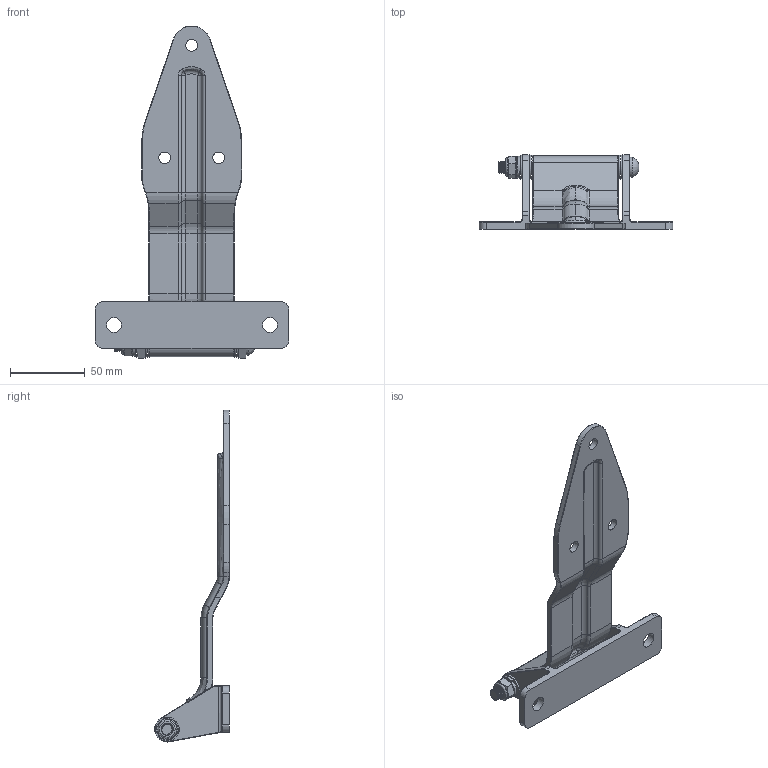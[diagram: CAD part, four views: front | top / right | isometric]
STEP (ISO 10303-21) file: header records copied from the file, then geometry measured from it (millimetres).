
FILE_DESCRIPTION(/* description */ (''),/* implementation_level */ '2;1');
FILE_NAME(/* name */ 'HS402.stp',/* time_stamp */ '2024-07-30T11:30:13+09:00',/* author */ ('user'),/* organization */ (''),/* preprocessor_version */ 'ST-DEVELOPER v15.6',/* originating_system */ 'Autodesk Inventor 2015',/* authorisation */ '');
FILE_SCHEMA (('AUTOMOTIVE_DESIGN { 1 0 10303 214 3 1 1 }'));
Length unit declared in the file: millimetre
Products named in the file (7): HS402_B; HS402_T; 너트; 와샤; 와샤2; 핀; HS402
Bounding box: 129 x 50 x 221.46 mm (x, y, z)
Volume: 90931.7 mm3; surface area: 51315.8 mm2
Topology: 10 solids, 10 shells, 307 faces, 764 edges, 475 vertices
Faces by surface type: cylinder 129, torus 64, plane 63, bspline 47, sphere 4
Full cylindrical faces by diameter (mm): 7.8 x3, 7.866 x14, 8 x5, 8.2 x3, 10 x2, 12.5 x1, 13.5 x1, 16 x5
Entity records: 21192 total; most frequent: CARTESIAN_POINT 14555, ORIENTED_EDGE 1364, DIRECTION 1346, EDGE_CURVE 682, AXIS2_PLACEMENT_3D 568, VERTEX_POINT 429, EDGE_LOOP 313, CIRCLE 300
